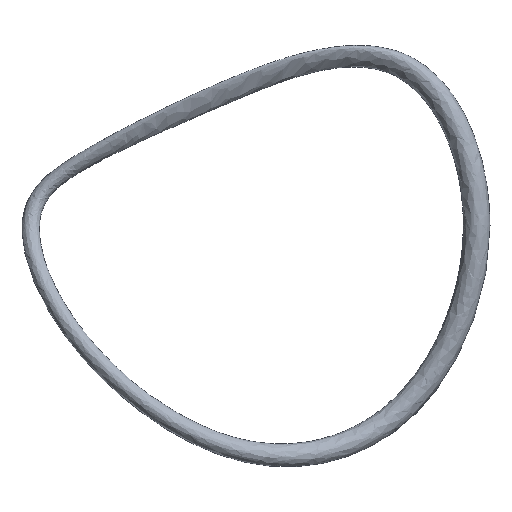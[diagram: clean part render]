
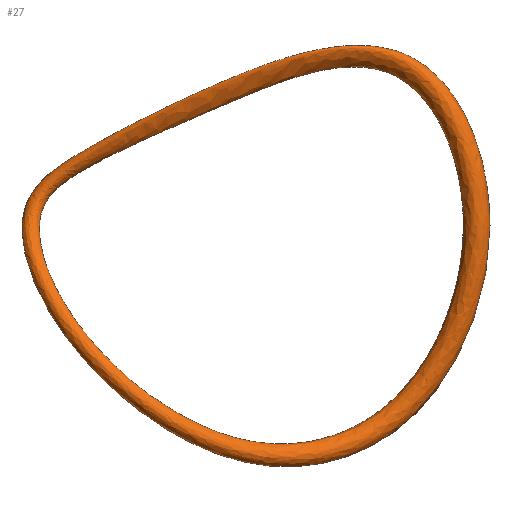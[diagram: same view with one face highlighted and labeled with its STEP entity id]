
A CAD part, front view. The second image highlights one B-rep face of the part: STEP entity #27.
In plain terms, the highlighted free-form (B-spline) face has degree [3, 3] with [11, 7] control points.
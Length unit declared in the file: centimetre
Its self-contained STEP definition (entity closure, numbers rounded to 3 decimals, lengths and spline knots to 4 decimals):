
#15=FACE_OUTER_BOUND('',#16,.T.);
#16=EDGE_LOOP('',(#22,#23,#24,#25));
#17=(
BOUNDED_CURVE()
B_SPLINE_CURVE(3,(#123,#124,#125,#126,#127,#128,#129,#130,#131,#132,#133),
 .UNSPECIFIED.,.T.,.F.)
B_SPLINE_CURVE_WITH_KNOTS((4,1,1,1,1,1,1,1,4),(0.,1.,2.,3.,4.,5.,6.,7.,
8.),.UNSPECIFIED.)
CURVE()
GEOMETRIC_REPRESENTATION_ITEM()
RATIONAL_B_SPLINE_CURVE((1.,1.,1.,1.,1.,1.,1.,1.,1.,1.,1.))
REPRESENTATION_ITEM('')
);
#18=(
BOUNDED_CURVE()
B_SPLINE_CURVE(3,(#134,#135,#136,#137,#138,#139,#140),.UNSPECIFIED.,.T.,
 .F.)
B_SPLINE_CURVE_WITH_KNOTS((4,1,1,1,4),(0.,1.,2.,3.,4.),.UNSPECIFIED.)
CURVE()
GEOMETRIC_REPRESENTATION_ITEM()
RATIONAL_B_SPLINE_CURVE((1.,1.,1.,1.,1.,1.,1.))
REPRESENTATION_ITEM('')
);
#19=VERTEX_POINT('',#122);
#20=EDGE_CURVE('',#19,#19,#17,.T.);
#21=EDGE_CURVE('',#19,#19,#18,.T.);
#22=ORIENTED_EDGE('',*,*,#20,.T.);
#23=ORIENTED_EDGE('',*,*,#21,.T.);
#24=ORIENTED_EDGE('',*,*,#20,.F.);
#25=ORIENTED_EDGE('',*,*,#21,.F.);
#26=(
BOUNDED_SURFACE()
B_SPLINE_SURFACE(3,3,((#45,#46,#47,#48,#49,#50,#51),(#52,#53,#54,#55,#56,
#57,#58),(#59,#60,#61,#62,#63,#64,#65),(#66,#67,#68,#69,#70,#71,#72),(#73,
#74,#75,#76,#77,#78,#79),(#80,#81,#82,#83,#84,#85,#86),(#87,#88,#89,#90,
#91,#92,#93),(#94,#95,#96,#97,#98,#99,#100),(#101,#102,#103,#104,#105,#106,
#107),(#108,#109,#110,#111,#112,#113,#114),(#115,#116,#117,#118,#119,#120,
#121)),.UNSPECIFIED.,.T.,.T.,.F.)
B_SPLINE_SURFACE_WITH_KNOTS((4,1,1,1,1,1,1,1,4),(4,1,1,1,4),(0.,1.,2.,3.,
4.,5.,6.,7.,8.),(0.,1.,2.,3.,4.),.UNSPECIFIED.)
GEOMETRIC_REPRESENTATION_ITEM()
RATIONAL_B_SPLINE_SURFACE(((1.,1.,1.,1.,1.,1.,1.),(1.,1.,1.,1.,1.,1.,1.),
(1.,1.,1.,1.,1.,1.,1.),(1.,1.,1.,1.,1.,1.,
1.),(1.,1.,1.,1.,1.,1.,1.),(1.,1.,1.,1.,
1.,1.,1.),(1.,1.,1.,1.,1.,
1.,1.),(1.,1.,1.,1.,1.,1.,1.),(1.,1.,1.,1.,
1.,1.,1.),(1.,1.,1.,1.,1.,1.,1.),(1.,1.,1.,1.,1.,1.,1.)))
REPRESENTATION_ITEM('')
SURFACE()
);
#27=ADVANCED_FACE('',(#15),#26,.T.);
#45=CARTESIAN_POINT('Ctrl Pts',(73.7013,57.9967,0.));
#46=CARTESIAN_POINT('Ctrl Pts',(73.7013,59.9688,0.));
#47=CARTESIAN_POINT('Ctrl Pts',(69.7571,63.9129,0.));
#48=CARTESIAN_POINT('Ctrl Pts',(63.8408,57.9967,0.));
#49=CARTESIAN_POINT('Ctrl Pts',(69.7571,52.0804,0.));
#50=CARTESIAN_POINT('Ctrl Pts',(73.7013,56.0246,0.));
#51=CARTESIAN_POINT('Ctrl Pts',(73.7013,57.9967,0.));
#52=CARTESIAN_POINT('Ctrl Pts',(73.7013,60.1133,-21.6349));
#53=CARTESIAN_POINT('Ctrl Pts',(73.7013,62.0854,-21.6349));
#54=CARTESIAN_POINT('Ctrl Pts',(69.7571,66.0296,-20.6047));
#55=CARTESIAN_POINT('Ctrl Pts',(63.8408,60.1133,-19.0593));
#56=CARTESIAN_POINT('Ctrl Pts',(69.7571,54.1971,-20.6047));
#57=CARTESIAN_POINT('Ctrl Pts',(73.7013,58.1412,-21.6349));
#58=CARTESIAN_POINT('Ctrl Pts',(73.7013,60.1133,-21.6349));
#59=CARTESIAN_POINT('Ctrl Pts',(55.7783,68.58,-64.9047));
#60=CARTESIAN_POINT('Ctrl Pts',(55.7783,70.5521,-64.9047));
#61=CARTESIAN_POINT('Ctrl Pts',(52.6876,74.4963,-61.814));
#62=CARTESIAN_POINT('Ctrl Pts',(48.0516,68.58,-57.178));
#63=CARTESIAN_POINT('Ctrl Pts',(52.6876,62.6637,-61.814));
#64=CARTESIAN_POINT('Ctrl Pts',(55.7783,66.6079,-64.9047));
#65=CARTESIAN_POINT('Ctrl Pts',(55.7783,68.58,-64.9047));
#66=CARTESIAN_POINT('Ctrl Pts',(0.,43.18,-78.5929));
#67=CARTESIAN_POINT('Ctrl Pts',(0.,44.8686,-78.5929));
#68=CARTESIAN_POINT('Ctrl Pts',(0.,48.2457,-74.8504));
#69=CARTESIAN_POINT('Ctrl Pts',(0.,43.18,-69.2366));
#70=CARTESIAN_POINT('Ctrl Pts',(0.,38.1143,-74.8504));
#71=CARTESIAN_POINT('Ctrl Pts',(0.,41.4914,-78.5929));
#72=CARTESIAN_POINT('Ctrl Pts',(0.,43.18,-78.5929));
#73=CARTESIAN_POINT('Ctrl Pts',(-52.7456,43.2342,-39.3348));
#74=CARTESIAN_POINT('Ctrl Pts',(-52.7456,44.5275,-39.3348));
#75=CARTESIAN_POINT('Ctrl Pts',(-50.7186,47.1142,-37.3078));
#76=CARTESIAN_POINT('Ctrl Pts',(-47.6782,43.2342,-34.2674));
#77=CARTESIAN_POINT('Ctrl Pts',(-50.7186,39.3542,-37.3078));
#78=CARTESIAN_POINT('Ctrl Pts',(-52.7456,41.9408,-39.3348));
#79=CARTESIAN_POINT('Ctrl Pts',(-52.7456,43.2342,-39.3348));
#80=CARTESIAN_POINT('Ctrl Pts',(-70.377,68.6342,3.2312));
#81=CARTESIAN_POINT('Ctrl Pts',(-70.377,69.9275,3.2312));
#82=CARTESIAN_POINT('Ctrl Pts',(-67.5104,72.5142,3.2312));
#83=CARTESIAN_POINT('Ctrl Pts',(-63.2106,68.6342,3.2312));
#84=CARTESIAN_POINT('Ctrl Pts',(-67.5104,64.7542,3.2312));
#85=CARTESIAN_POINT('Ctrl Pts',(-70.377,67.3408,3.2312));
#86=CARTESIAN_POINT('Ctrl Pts',(-70.377,68.6342,3.2312));
#87=CARTESIAN_POINT('Ctrl Pts',(-52.7456,68.6342,20.3971));
#88=CARTESIAN_POINT('Ctrl Pts',(-52.7456,69.9275,20.3971));
#89=CARTESIAN_POINT('Ctrl Pts',(-50.7186,72.5142,18.3702));
#90=CARTESIAN_POINT('Ctrl Pts',(-47.6782,68.6342,15.3297));
#91=CARTESIAN_POINT('Ctrl Pts',(-50.7186,64.7542,18.3702));
#92=CARTESIAN_POINT('Ctrl Pts',(-52.7456,67.3408,20.3971));
#93=CARTESIAN_POINT('Ctrl Pts',(-52.7456,68.6342,20.3971));
#94=CARTESIAN_POINT('Ctrl Pts',(-8.483,55.7275,40.4099));
#95=CARTESIAN_POINT('Ctrl Pts',(-10.1796,57.2275,38.0285));
#96=CARTESIAN_POINT('Ctrl Pts',(-10.1796,59.8142,35.162));
#97=CARTESIAN_POINT('Ctrl Pts',(-10.1796,55.9342,30.8622));
#98=CARTESIAN_POINT('Ctrl Pts',(0.,50.8143,49.4504));
#99=CARTESIAN_POINT('Ctrl Pts',(-6.7864,54.2275,42.7913));
#100=CARTESIAN_POINT('Ctrl Pts',(-8.483,55.7275,40.4099));
#101=CARTESIAN_POINT('Ctrl Pts',(55.7783,55.88,64.9047));
#102=CARTESIAN_POINT('Ctrl Pts',(55.7783,57.8521,64.9047));
#103=CARTESIAN_POINT('Ctrl Pts',(52.6876,61.7963,61.814));
#104=CARTESIAN_POINT('Ctrl Pts',(48.0516,55.88,57.178));
#105=CARTESIAN_POINT('Ctrl Pts',(52.6876,49.9637,61.814));
#106=CARTESIAN_POINT('Ctrl Pts',(55.7783,53.9079,64.9047));
#107=CARTESIAN_POINT('Ctrl Pts',(55.7783,55.88,64.9047));
#108=CARTESIAN_POINT('Ctrl Pts',(73.7013,55.88,21.6349));
#109=CARTESIAN_POINT('Ctrl Pts',(73.7013,57.8521,21.6349));
#110=CARTESIAN_POINT('Ctrl Pts',(69.7571,61.7963,20.6047));
#111=CARTESIAN_POINT('Ctrl Pts',(63.8408,55.88,19.0593));
#112=CARTESIAN_POINT('Ctrl Pts',(69.7571,49.9637,20.6047));
#113=CARTESIAN_POINT('Ctrl Pts',(73.7013,53.9079,21.6349));
#114=CARTESIAN_POINT('Ctrl Pts',(73.7013,55.88,21.6349));
#115=CARTESIAN_POINT('Ctrl Pts',(73.7013,57.9967,0.));
#116=CARTESIAN_POINT('Ctrl Pts',(73.7013,59.9688,0.));
#117=CARTESIAN_POINT('Ctrl Pts',(69.7571,63.9129,0.));
#118=CARTESIAN_POINT('Ctrl Pts',(63.8408,57.9967,0.));
#119=CARTESIAN_POINT('Ctrl Pts',(69.7571,52.0804,0.));
#120=CARTESIAN_POINT('Ctrl Pts',(73.7013,56.0246,0.));
#121=CARTESIAN_POINT('Ctrl Pts',(73.7013,57.9967,0.));
#122=CARTESIAN_POINT('',(73.7013,57.9967,0.));
#123=CARTESIAN_POINT('Ctrl Pts',(73.7013,57.9967,0.));
#124=CARTESIAN_POINT('Ctrl Pts',(73.7013,60.1133,-21.6349));
#125=CARTESIAN_POINT('Ctrl Pts',(55.7783,68.58,-64.9047));
#126=CARTESIAN_POINT('Ctrl Pts',(0.,43.18,-78.5929));
#127=CARTESIAN_POINT('Ctrl Pts',(-52.7456,43.2342,-39.3348));
#128=CARTESIAN_POINT('Ctrl Pts',(-70.377,68.6342,3.2312));
#129=CARTESIAN_POINT('Ctrl Pts',(-52.7456,68.6342,20.3971));
#130=CARTESIAN_POINT('Ctrl Pts',(-8.483,55.7275,40.4099));
#131=CARTESIAN_POINT('Ctrl Pts',(55.7783,55.88,64.9047));
#132=CARTESIAN_POINT('Ctrl Pts',(73.7013,55.88,21.6349));
#133=CARTESIAN_POINT('Ctrl Pts',(73.7013,57.9967,0.));
#134=CARTESIAN_POINT('Ctrl Pts',(73.7013,57.9967,0.));
#135=CARTESIAN_POINT('Ctrl Pts',(73.7013,59.9688,0.));
#136=CARTESIAN_POINT('Ctrl Pts',(69.7571,63.9129,0.));
#137=CARTESIAN_POINT('Ctrl Pts',(63.8408,57.9967,0.));
#138=CARTESIAN_POINT('Ctrl Pts',(69.7571,52.0804,0.));
#139=CARTESIAN_POINT('Ctrl Pts',(73.7013,56.0246,0.));
#140=CARTESIAN_POINT('Ctrl Pts',(73.7013,57.9967,0.));
